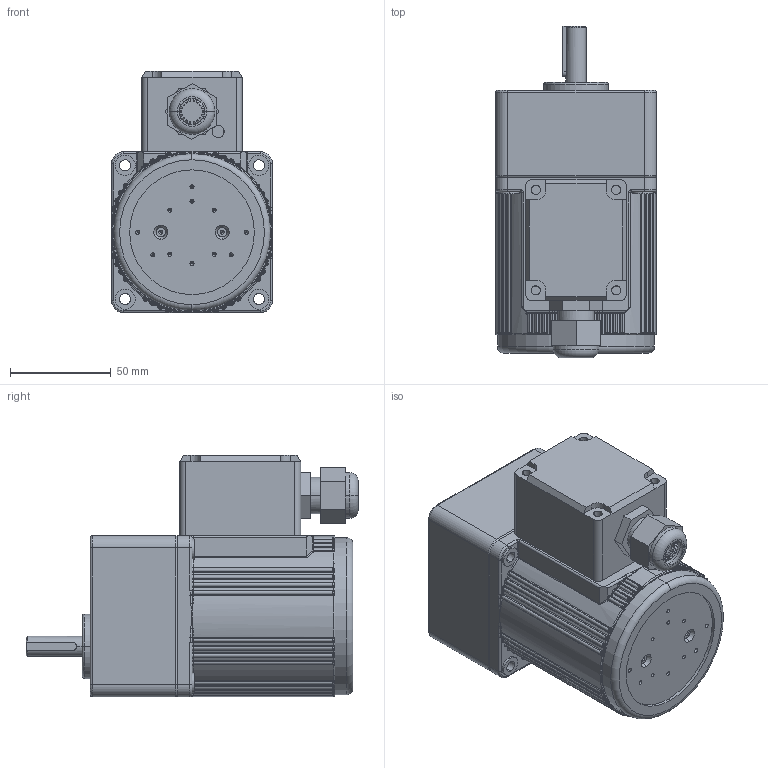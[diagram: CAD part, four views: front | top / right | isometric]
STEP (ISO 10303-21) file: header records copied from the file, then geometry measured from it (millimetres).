
FILE_DESCRIPTION (( 'STEP AP214' ), '1' );
FILE_NAME ('4IK25-T+4GN18-300K.STEP', '2023-12-04T08:03:57', ( '' ), ( '' ), 'SwSTEP 2.0', 'SolidWorks 2021', '' );
FILE_SCHEMA (( 'AUTOMOTIVE_DESIGN' ));
Length unit declared in the file: millimetre
Products named in the file (7): 4IK25A.STEP_蕼偞; NPT1-2______-1.STEP_蕼偞; 4IK25-T+4GN18-300K; 4GN18-300K.STEP_蕼偞; ______________02.STEP_蕼偞; NPT1-2____________.STEP_蕼偞; NPT1-2______.STEP_蕼偞
Assembly tree (6 placements, depth 3):
  4IK25-T+4GN18-300K
    NPT1-2____________.STEP_蕼偞
      NPT1-2______.STEP_蕼偞
      NPT1-2______-1.STEP_蕼偞
    4IK25A.STEP_蕼偞
    ______________02.STEP_蕼偞
    4GN18-300K.STEP_蕼偞
Bounding box: 80 x 165 x 120 mm (x, y, z)
Volume: 291491 mm3; surface area: 101992.5 mm2
Topology: 4 solids, 5 shells, 1046 faces, 2588 edges, 1542 vertices
Faces by surface type: cylinder 291, torus 238, plane 202, bspline 191, sphere 74, cone 50
Entity records: 40340 total; most frequent: CARTESIAN_POINT 16378, ORIENTED_EDGE 5064, DIRECTION 5037, EDGE_CURVE 2532, AXIS2_PLACEMENT_3D 2144, VERTEX_POINT 1531, CIRCLE 1279, EDGE_LOOP 1113
